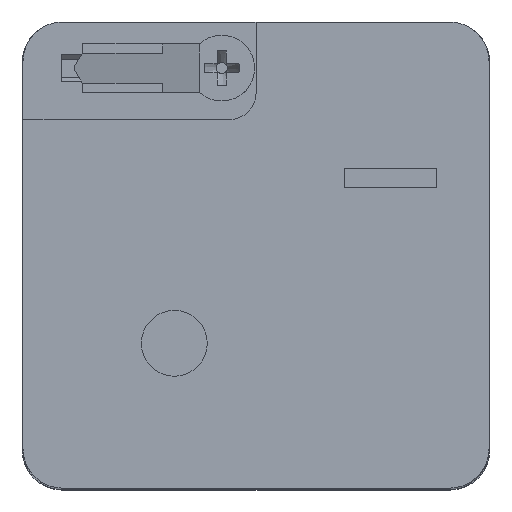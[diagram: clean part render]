
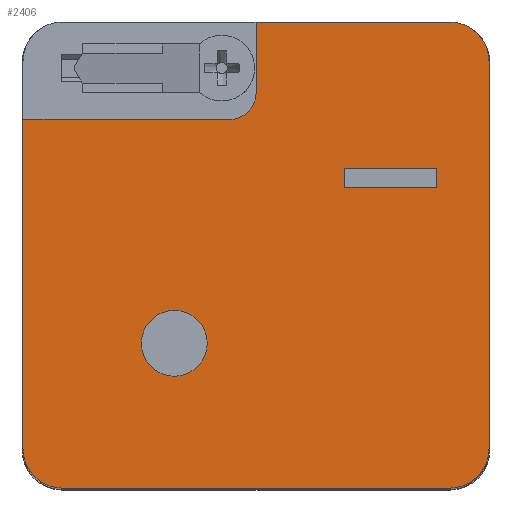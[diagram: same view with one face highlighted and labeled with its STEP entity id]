
A CAD part, top view. The second image highlights one B-rep face of the part: STEP entity #2406.
In plain terms, the highlighted planar face has unit normal (0, 0, 1).
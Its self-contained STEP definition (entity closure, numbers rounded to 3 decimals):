
#114=LINE('',#3634,#354);
#124=LINE('',#3653,#364);
#130=LINE('',#3666,#370);
#143=LINE('',#3690,#383);
#147=LINE('',#3698,#387);
#148=LINE('',#3701,#388);
#149=LINE('',#3709,#389);
#150=LINE('',#3711,#390);
#151=LINE('',#3713,#391);
#152=LINE('',#3714,#392);
#354=VECTOR('',#2904,1.);
#364=VECTOR('',#2916,1.);
#370=VECTOR('',#2924,1.);
#383=VECTOR('',#2939,1.);
#387=VECTOR('',#2945,1.);
#388=VECTOR('',#2948,1.);
#389=VECTOR('',#2957,1.);
#390=VECTOR('',#2958,1.);
#391=VECTOR('',#2959,1.);
#392=VECTOR('',#2960,1.);
#561=FACE_BOUND('',#794,.T.);
#562=FACE_BOUND('',#795,.T.);
#626=FACE_OUTER_BOUND('',#793,.T.);
#793=EDGE_LOOP('',(#1729,#1730,#1731,#1732,#1733,#1734,#1735,#1736,#1737,
#1738));
#794=EDGE_LOOP('',(#1739));
#795=EDGE_LOOP('',(#1740,#1741,#1742,#1743));
#988=CIRCLE('',#2583,2.);
#989=CIRCLE('',#2584,3.);
#990=CIRCLE('',#2585,3.);
#991=CIRCLE('',#2586,3.);
#992=CIRCLE('',#2587,2.5);
#1111=VERTEX_POINT('',#3631);
#1112=VERTEX_POINT('',#3633);
#1119=VERTEX_POINT('',#3650);
#1120=VERTEX_POINT('',#3652);
#1125=VERTEX_POINT('',#3664);
#1126=VERTEX_POINT('',#3665);
#1135=VERTEX_POINT('',#3688);
#1136=VERTEX_POINT('',#3689);
#1139=VERTEX_POINT('',#3697);
#1140=VERTEX_POINT('',#3699);
#1141=VERTEX_POINT('',#3705);
#1142=VERTEX_POINT('',#3707);
#1143=VERTEX_POINT('',#3708);
#1144=VERTEX_POINT('',#3710);
#1145=VERTEX_POINT('',#3712);
#1351=EDGE_CURVE('',#1112,#1111,#114,.T.);
#1361=EDGE_CURVE('',#1120,#1119,#124,.T.);
#1367=EDGE_CURVE('',#1125,#1126,#130,.T.);
#1380=EDGE_CURVE('',#1135,#1136,#143,.T.);
#1384=EDGE_CURVE('',#1111,#1139,#147,.T.);
#1385=EDGE_CURVE('',#1139,#1140,#988,.T.);
#1386=EDGE_CURVE('',#1140,#1125,#148,.T.);
#1387=EDGE_CURVE('',#1126,#1135,#989,.T.);
#1388=EDGE_CURVE('',#1136,#1120,#990,.T.);
#1389=EDGE_CURVE('',#1119,#1112,#991,.T.);
#1390=EDGE_CURVE('',#1141,#1141,#992,.T.);
#1391=EDGE_CURVE('',#1142,#1143,#149,.T.);
#1392=EDGE_CURVE('',#1144,#1142,#150,.T.);
#1393=EDGE_CURVE('',#1145,#1144,#151,.T.);
#1394=EDGE_CURVE('',#1143,#1145,#152,.T.);
#1729=ORIENTED_EDGE('',*,*,#1384,.T.);
#1730=ORIENTED_EDGE('',*,*,#1385,.T.);
#1731=ORIENTED_EDGE('',*,*,#1386,.T.);
#1732=ORIENTED_EDGE('',*,*,#1367,.T.);
#1733=ORIENTED_EDGE('',*,*,#1387,.T.);
#1734=ORIENTED_EDGE('',*,*,#1380,.T.);
#1735=ORIENTED_EDGE('',*,*,#1388,.T.);
#1736=ORIENTED_EDGE('',*,*,#1361,.T.);
#1737=ORIENTED_EDGE('',*,*,#1389,.T.);
#1738=ORIENTED_EDGE('',*,*,#1351,.T.);
#1739=ORIENTED_EDGE('',*,*,#1390,.F.);
#1740=ORIENTED_EDGE('',*,*,#1391,.F.);
#1741=ORIENTED_EDGE('',*,*,#1392,.F.);
#1742=ORIENTED_EDGE('',*,*,#1393,.F.);
#1743=ORIENTED_EDGE('',*,*,#1394,.F.);
#2293=PLANE('',#2582);
#2406=ADVANCED_FACE('',(#626,#561,#562),#2293,.T.);
#2582=AXIS2_PLACEMENT_3D('',#3696,#2943,#2944);
#2583=AXIS2_PLACEMENT_3D('',#3700,#2946,#2947);
#2584=AXIS2_PLACEMENT_3D('',#3702,#2949,#2950);
#2585=AXIS2_PLACEMENT_3D('',#3703,#2951,#2952);
#2586=AXIS2_PLACEMENT_3D('',#3704,#2953,#2954);
#2587=AXIS2_PLACEMENT_3D('',#3706,#2955,#2956);
#2904=DIRECTION('',(-1.,0.,0.));
#2916=DIRECTION('',(0.,1.,0.));
#2924=DIRECTION('',(0.,-1.,0.));
#2939=DIRECTION('',(1.,0.,0.));
#2943=DIRECTION('center_axis',(0.,0.,1.));
#2944=DIRECTION('ref_axis',(-1.,0.,0.));
#2945=DIRECTION('',(0.,-1.,0.));
#2946=DIRECTION('center_axis',(0.,0.,-1.));
#2947=DIRECTION('ref_axis',(1.,0.,0.));
#2948=DIRECTION('',(-1.,0.,0.));
#2949=DIRECTION('center_axis',(0.,0.,1.));
#2950=DIRECTION('ref_axis',(1.,0.,0.));
#2951=DIRECTION('center_axis',(0.,0.,1.));
#2952=DIRECTION('ref_axis',(1.,0.,0.));
#2953=DIRECTION('center_axis',(0.,0.,1.));
#2954=DIRECTION('ref_axis',(1.,0.,0.));
#2955=DIRECTION('center_axis',(0.,0.,1.));
#2956=DIRECTION('ref_axis',(1.,0.,0.));
#2957=DIRECTION('',(0.,-1.,0.));
#2958=DIRECTION('',(-1.,0.,0.));
#2959=DIRECTION('',(0.,1.,0.));
#2960=DIRECTION('',(1.,0.,0.));
#3631=CARTESIAN_POINT('',(17.7,17.7,52.));
#3633=CARTESIAN_POINT('',(32.4,17.7,52.));
#3634=CARTESIAN_POINT('',(35.4,17.7,52.));
#3650=CARTESIAN_POINT('',(35.4,14.7,52.));
#3652=CARTESIAN_POINT('',(35.4,-14.7,52.));
#3653=CARTESIAN_POINT('',(35.4,-17.7,52.));
#3664=CARTESIAN_POINT('',(0.,10.3,52.));
#3665=CARTESIAN_POINT('',(0.,-14.7,52.));
#3666=CARTESIAN_POINT('',(0.,17.7,52.));
#3688=CARTESIAN_POINT('',(3.,-17.7,52.));
#3689=CARTESIAN_POINT('',(32.4,-17.7,52.));
#3690=CARTESIAN_POINT('',(0.,-17.7,52.));
#3696=CARTESIAN_POINT('Origin',(17.7,0.,52.));
#3697=CARTESIAN_POINT('',(17.7,12.3,52.));
#3698=CARTESIAN_POINT('',(17.7,17.7,52.));
#3699=CARTESIAN_POINT('',(15.7,10.3,52.));
#3700=CARTESIAN_POINT('Origin',(15.7,12.3,52.));
#3701=CARTESIAN_POINT('',(17.7,10.3,52.));
#3702=CARTESIAN_POINT('Origin',(3.,-14.7,52.));
#3703=CARTESIAN_POINT('Origin',(32.4,-14.7,52.));
#3704=CARTESIAN_POINT('Origin',(32.4,14.7,52.));
#3705=CARTESIAN_POINT('',(14.,-6.7,52.));
#3706=CARTESIAN_POINT('Origin',(11.5,-6.7,52.));
#3707=CARTESIAN_POINT('',(24.4,6.6,52.));
#3708=CARTESIAN_POINT('',(24.4,5.1,52.));
#3709=CARTESIAN_POINT('',(24.4,6.6,52.));
#3710=CARTESIAN_POINT('',(31.4,6.6,52.));
#3711=CARTESIAN_POINT('',(31.4,6.6,52.));
#3712=CARTESIAN_POINT('',(31.4,5.1,52.));
#3713=CARTESIAN_POINT('',(31.4,5.1,52.));
#3714=CARTESIAN_POINT('',(24.4,5.1,52.));
